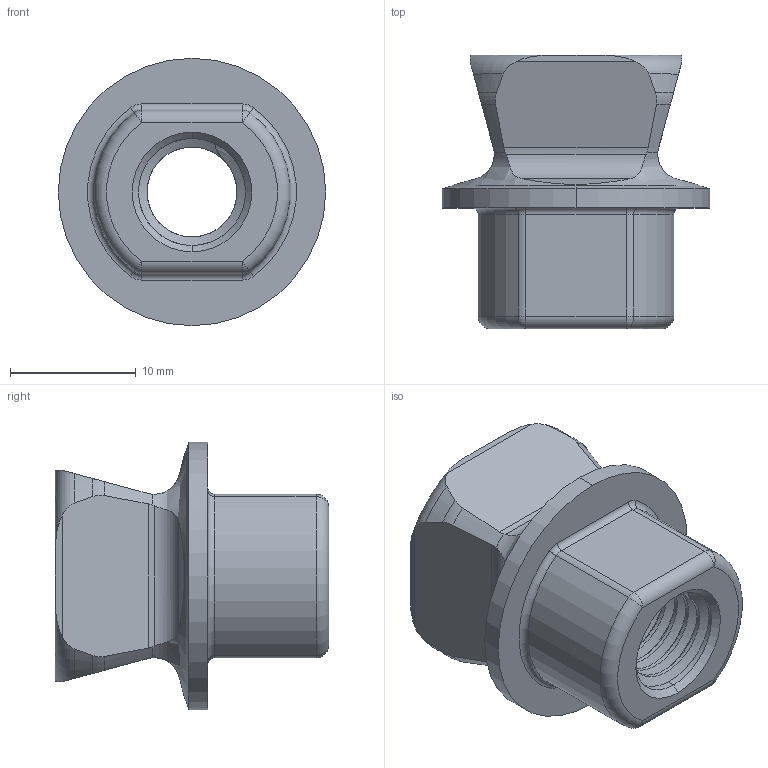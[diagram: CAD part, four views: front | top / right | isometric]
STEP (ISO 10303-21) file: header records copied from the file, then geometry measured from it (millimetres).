
FILE_DESCRIPTION (( 'STEP AP203' ), '1' );
FILE_NAME ('Pyramide.STEP', '2018-08-21T14:14:44', ( '' ), ( '' ), 'SwSTEP 2.0', 'SolidWorks 2016', '' );
FILE_SCHEMA (( 'CONFIG_CONTROL_DESIGN' ));
Length unit declared in the file: millimetre
Products named in the file (1): Pyramide
Bounding box: 21.25 x 21.74 x 21.25 mm (x, y, z)
Volume: 3483.4 mm3; surface area: 2559.4 mm2
Topology: 1 solids, 1 shells, 111 faces, 298 edges, 186 vertices
Faces by surface type: cylinder 57, plane 17, torus 16, cone 10, bspline 7, sphere 4
Entity records: 6138 total; most frequent: CARTESIAN_POINT 3627, ORIENTED_EDGE 588, DIRECTION 435, EDGE_CURVE 294, VERTEX_POINT 186, AXIS2_PLACEMENT_3D 178, EDGE_LOOP 114, FACE_OUTER_BOUND 111
